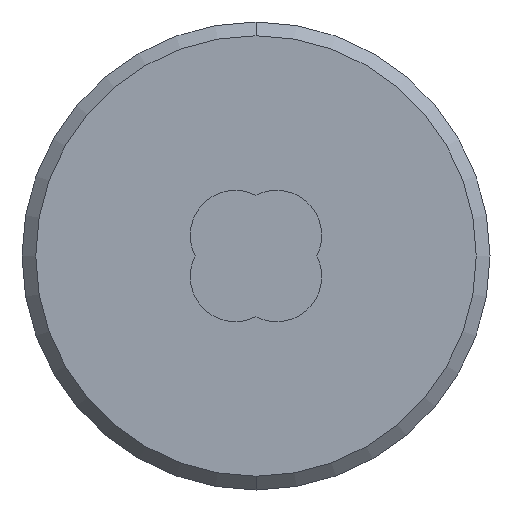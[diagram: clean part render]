
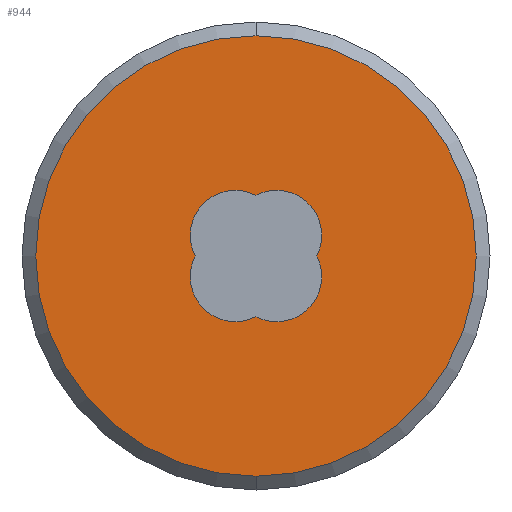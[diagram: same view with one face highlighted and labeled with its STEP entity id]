
A CAD part, front view. The second image highlights one B-rep face of the part: STEP entity #944.
In plain terms, the highlighted planar face has unit normal (0, -1, 0).
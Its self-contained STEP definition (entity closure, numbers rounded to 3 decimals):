
#32 = CIRCLE ( 'NONE', #4186, 8. ) ;
#69 = VERTEX_POINT ( 'NONE', #3012 ) ;
#120 = ORIENTED_EDGE ( 'NONE', *, *, #4158, .T. ) ;
#211 = PLANE ( 'NONE',  #1835 ) ;
#350 = FACE_OUTER_BOUND ( 'NONE', #3080, .T. ) ;
#439 = DIRECTION ( 'NONE',  ( 0., 1., 0. ) ) ;
#450 = AXIS2_PLACEMENT_3D ( 'NONE', #4407, #439, #2044 ) ;
#544 = CARTESIAN_POINT ( 'NONE',  ( -6.326, 8.032, 1.661 ) ) ;
#623 = DIRECTION ( 'NONE',  ( -1., 0., 0. ) ) ;
#636 = DIRECTION ( 'NONE',  ( 0., -1., 0. ) ) ;
#687 = CARTESIAN_POINT ( 'NONE',  ( -6.326, 8.032, 1.661 ) ) ;
#828 = EDGE_CURVE ( 'NONE', #3069, #4076, #3453, .T. ) ;
#872 = CIRCLE ( 'NONE', #4936, 1.638 ) ;
#944 = ADVANCED_FACE ( 'NONE', ( #350, #2503 ), #211, .F. ) ;
#973 = CARTESIAN_POINT ( 'NONE',  ( -3.37, 8.032, 0.911 ) ) ;
#1075 = DIRECTION ( 'NONE',  ( -1., 0., 0. ) ) ;
#1093 = CARTESIAN_POINT ( 'NONE',  ( -5.576, 8.032, -1.295 ) ) ;
#1168 = VERTEX_POINT ( 'NONE', #3551 ) ;
#1298 = ORIENTED_EDGE ( 'NONE', *, *, #2383, .T. ) ;
#1342 = CARTESIAN_POINT ( 'NONE',  ( -5.576, 8.032, -7.089 ) ) ;
#1369 = CIRCLE ( 'NONE', #4458, 1.638 ) ;
#1414 = AXIS2_PLACEMENT_3D ( 'NONE', #1933, #4703, #1621 ) ;
#1555 = EDGE_CURVE ( 'NONE', #4558, #3069, #4502, .T. ) ;
#1621 = DIRECTION ( 'NONE',  ( -1., 0., 0. ) ) ;
#1792 = ORIENTED_EDGE ( 'NONE', *, *, #828, .T. ) ;
#1835 = AXIS2_PLACEMENT_3D ( 'NONE', #3046, #3664, #1907 ) ;
#1907 = DIRECTION ( 'NONE',  ( -1., 0., 0. ) ) ;
#1908 = DIRECTION ( 'NONE',  ( 0., 1., 0. ) ) ;
#1933 = CARTESIAN_POINT ( 'NONE',  ( -4.826, 8.032, 0.161 ) ) ;
#2014 = DIRECTION ( 'NONE',  ( 0., 1., 0. ) ) ;
#2044 = DIRECTION ( 'NONE',  ( -1., 0., 0. ) ) ;
#2130 = VERTEX_POINT ( 'NONE', #4741 ) ;
#2169 = EDGE_CURVE ( 'NONE', #2130, #1168, #4590, .T. ) ;
#2383 = EDGE_CURVE ( 'NONE', #69, #4981, #32, .T. ) ;
#2431 = EDGE_LOOP ( 'NONE', ( #4488, #4144, #1792, #120, #3401, #3434 ) ) ;
#2439 = CARTESIAN_POINT ( 'NONE',  ( -4.826, 8.032, 1.661 ) ) ;
#2451 = DIRECTION ( 'NONE',  ( 0., 1., 0. ) ) ;
#2503 = FACE_BOUND ( 'NONE', #2431, .T. ) ;
#2548 = CARTESIAN_POINT ( 'NONE',  ( -5.576, 8.032, 0.911 ) ) ;
#2604 = EDGE_CURVE ( 'NONE', #4981, #69, #3285, .T. ) ;
#2622 = DIRECTION ( 'NONE',  ( 0., 1., 0. ) ) ;
#2869 = CARTESIAN_POINT ( 'NONE',  ( -7.782, 8.032, 0.911 ) ) ;
#3006 = EDGE_CURVE ( 'NONE', #3268, #2130, #3376, .T. ) ;
#3012 = CARTESIAN_POINT ( 'NONE',  ( -5.576, 8.032, 8.911 ) ) ;
#3034 = AXIS2_PLACEMENT_3D ( 'NONE', #544, #2451, #4438 ) ;
#3041 = AXIS2_PLACEMENT_3D ( 'NONE', #3171, #636, #4086 ) ;
#3046 = CARTESIAN_POINT ( 'NONE',  ( -5.576, 8.032, 0.911 ) ) ;
#3069 = VERTEX_POINT ( 'NONE', #1093 ) ;
#3080 = EDGE_LOOP ( 'NONE', ( #1298, #4563 ) ) ;
#3171 = CARTESIAN_POINT ( 'NONE',  ( -5.576, 8.032, 0.911 ) ) ;
#3268 = VERTEX_POINT ( 'NONE', #2869 ) ;
#3285 = CIRCLE ( 'NONE', #3041, 8. ) ;
#3376 = CIRCLE ( 'NONE', #3950, 1.638 ) ;
#3401 = ORIENTED_EDGE ( 'NONE', *, *, #3006, .T. ) ;
#3408 = CARTESIAN_POINT ( 'NONE',  ( -6.326, 8.032, 0.161 ) ) ;
#3434 = ORIENTED_EDGE ( 'NONE', *, *, #2169, .T. ) ;
#3453 = CIRCLE ( 'NONE', #450, 1.638 ) ;
#3551 = CARTESIAN_POINT ( 'NONE',  ( -5.576, 8.032, 3.116 ) ) ;
#3572 = DIRECTION ( 'NONE',  ( -1., 0., 0. ) ) ;
#3664 = DIRECTION ( 'NONE',  ( 0., 1., 0. ) ) ;
#3950 = AXIS2_PLACEMENT_3D ( 'NONE', #687, #1908, #4201 ) ;
#4076 = VERTEX_POINT ( 'NONE', #4406 ) ;
#4086 = DIRECTION ( 'NONE',  ( -1., 0., 0. ) ) ;
#4100 = DIRECTION ( 'NONE',  ( 0., -1., 0. ) ) ;
#4144 = ORIENTED_EDGE ( 'NONE', *, *, #1555, .T. ) ;
#4158 = EDGE_CURVE ( 'NONE', #4076, #3268, #872, .T. ) ;
#4186 = AXIS2_PLACEMENT_3D ( 'NONE', #2548, #4100, #623 ) ;
#4201 = DIRECTION ( 'NONE',  ( -1., 0., 0. ) ) ;
#4406 = CARTESIAN_POINT ( 'NONE',  ( -7.963, 8.032, 0.161 ) ) ;
#4407 = CARTESIAN_POINT ( 'NONE',  ( -6.326, 8.032, 0.161 ) ) ;
#4438 = DIRECTION ( 'NONE',  ( -1., 0., 0. ) ) ;
#4458 = AXIS2_PLACEMENT_3D ( 'NONE', #2439, #2014, #3572 ) ;
#4488 = ORIENTED_EDGE ( 'NONE', *, *, #4883, .T. ) ;
#4502 = CIRCLE ( 'NONE', #1414, 1.638 ) ;
#4558 = VERTEX_POINT ( 'NONE', #973 ) ;
#4563 = ORIENTED_EDGE ( 'NONE', *, *, #2604, .T. ) ;
#4590 = CIRCLE ( 'NONE', #3034, 1.638 ) ;
#4703 = DIRECTION ( 'NONE',  ( 0., 1., 0. ) ) ;
#4741 = CARTESIAN_POINT ( 'NONE',  ( -7.963, 8.032, 1.661 ) ) ;
#4883 = EDGE_CURVE ( 'NONE', #1168, #4558, #1369, .T. ) ;
#4936 = AXIS2_PLACEMENT_3D ( 'NONE', #3408, #2622, #1075 ) ;
#4981 = VERTEX_POINT ( 'NONE', #1342 ) ;
